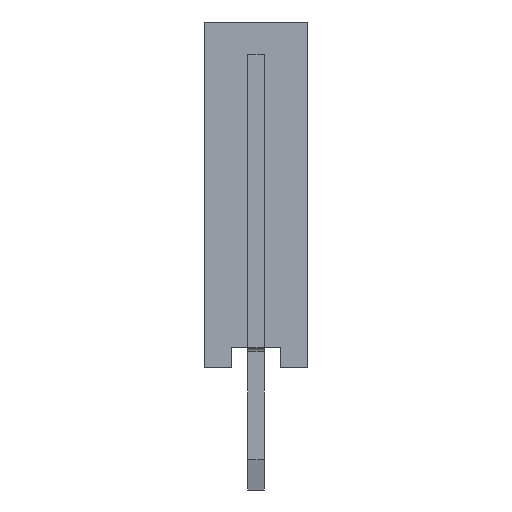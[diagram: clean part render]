
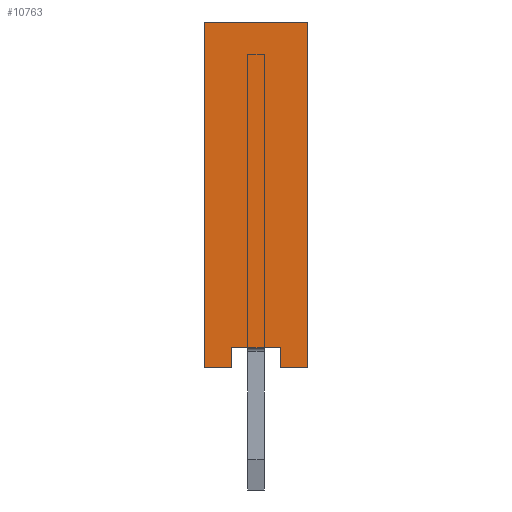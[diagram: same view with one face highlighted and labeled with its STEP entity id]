
A CAD part, left-side view. The second image highlights one B-rep face of the part: STEP entity #10763.
In plain terms, the highlighted planar face has unit normal (-1, 0, 0).
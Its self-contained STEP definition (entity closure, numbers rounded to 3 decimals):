
#10763=ADVANCED_FACE('',(#23113),#23115,.T.);
#23113=FACE_BOUND('',#23114,.T.);
#23114=EDGE_LOOP('',(#33225,#33226,#33227,#33228,#33229,#33230,#33231,#33232));
#23115=PLANE('',#23116);
#23116=AXIS2_PLACEMENT_3D('',#23117,#23118,#23119);
#23117=CARTESIAN_POINT('',(-1.27,1.27,0.));
#23118=DIRECTION('',(-1.,0.,0.));
#23119=DIRECTION('',(0.,-1.,0.));
#33225=ORIENTED_EDGE('',*,*,#39195,.T.);
#33226=ORIENTED_EDGE('',*,*,#39196,.T.);
#33227=ORIENTED_EDGE('',*,*,#39197,.T.);
#33228=ORIENTED_EDGE('',*,*,#39198,.F.);
#33229=ORIENTED_EDGE('',*,*,#39199,.F.);
#33230=ORIENTED_EDGE('',*,*,#39200,.T.);
#33231=ORIENTED_EDGE('',*,*,#39201,.T.);
#33232=ORIENTED_EDGE('',*,*,#37269,.T.);
#37269=EDGE_CURVE('',#43473,#43474,#43475,.T.);
#39195=EDGE_CURVE('',#43474,#46339,#46340,.F.);
#39196=EDGE_CURVE('',#46339,#46341,#46342,.T.);
#39197=EDGE_CURVE('',#46341,#46343,#46344,.T.);
#39198=EDGE_CURVE('',#46345,#46343,#46346,.T.);
#39199=EDGE_CURVE('',#46347,#46345,#46348,.T.);
#39200=EDGE_CURVE('',#46347,#46349,#46350,.T.);
#39201=EDGE_CURVE('',#46349,#43473,#46351,.F.);
#43473=VERTEX_POINT('',#55121);
#43474=VERTEX_POINT('',#55122);
#43475=LINE('',#55123,#55124);
#46339=VERTEX_POINT('',#62129);
#46340=LINE('',#62130,#62131);
#46341=VERTEX_POINT('',#62133);
#46342=LINE('',#62134,#62135);
#46343=VERTEX_POINT('',#62137);
#46344=LINE('',#62138,#62139);
#46345=VERTEX_POINT('',#62141);
#46346=LINE('',#62142,#62143);
#46347=VERTEX_POINT('',#62145);
#46348=LINE('',#62146,#62147);
#46349=VERTEX_POINT('',#62149);
#46350=LINE('',#62150,#62151);
#46351=LINE('',#62153,#62154);
#55121=CARTESIAN_POINT('',(-1.27,0.6,0.5));
#55122=CARTESIAN_POINT('',(-1.27,-0.6,0.5));
#55123=CARTESIAN_POINT('',(-1.27,0.6,0.5));
#55124=VECTOR('',#55125,1.);
#55125=DIRECTION('',(0.,-1.,0.));
#62129=CARTESIAN_POINT('',(-1.27,-0.6,0.));
#62130=CARTESIAN_POINT('',(-1.27,-0.6,0.));
#62131=VECTOR('',#62132,1.);
#62132=DIRECTION('',(0.,0.,1.));
#62133=CARTESIAN_POINT('',(-1.27,-1.27,0.));
#62134=CARTESIAN_POINT('',(-1.27,-0.6,0.));
#62135=VECTOR('',#62136,1.);
#62136=DIRECTION('',(0.,-1.,0.));
#62137=CARTESIAN_POINT('',(-1.27,-1.27,8.5));
#62138=CARTESIAN_POINT('',(-1.27,-1.27,0.));
#62139=VECTOR('',#62140,1.);
#62140=DIRECTION('',(0.,0.,1.));
#62141=CARTESIAN_POINT('',(-1.27,1.27,8.5));
#62142=CARTESIAN_POINT('',(-1.27,1.27,8.5));
#62143=VECTOR('',#62144,1.);
#62144=DIRECTION('',(0.,-1.,0.));
#62145=CARTESIAN_POINT('',(-1.27,1.27,0.));
#62146=CARTESIAN_POINT('',(-1.27,1.27,0.));
#62147=VECTOR('',#62148,1.);
#62148=DIRECTION('',(0.,0.,1.));
#62149=CARTESIAN_POINT('',(-1.27,0.6,0.));
#62150=CARTESIAN_POINT('',(-1.27,1.27,0.));
#62151=VECTOR('',#62152,1.);
#62152=DIRECTION('',(0.,-1.,0.));
#62153=CARTESIAN_POINT('',(-1.27,0.6,0.5));
#62154=VECTOR('',#62155,1.);
#62155=DIRECTION('',(0.,0.,-1.));
